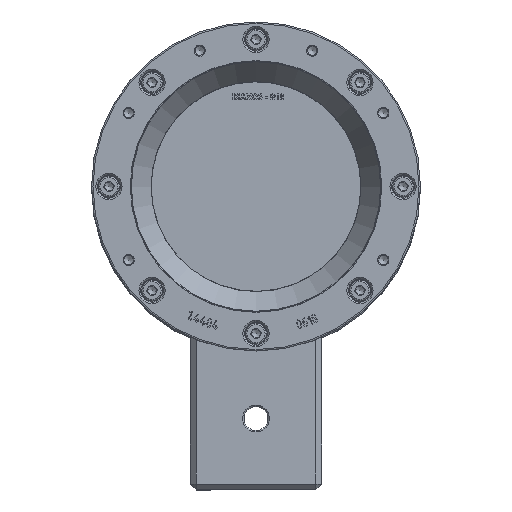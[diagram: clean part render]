
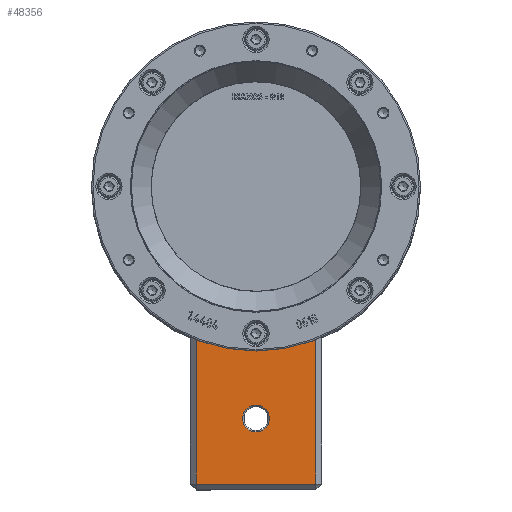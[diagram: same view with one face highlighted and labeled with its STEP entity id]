
A CAD part, top view. The second image highlights one B-rep face of the part: STEP entity #48356.
In plain terms, the highlighted face is planar.
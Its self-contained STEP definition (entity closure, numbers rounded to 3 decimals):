
#5839=LINE('',#73854,#9161);
#5840=LINE('',#73858,#9162);
#5841=LINE('',#73859,#9163);
#9161=VECTOR('',#57602,10.);
#9162=VECTOR('',#57605,10.);
#9163=VECTOR('',#57606,10.);
#12331=FACE_BOUND('',#17135,.T.);
#12656=PLANE('',#52370);
#14195=FACE_OUTER_BOUND('',#17134,.T.);
#17134=EDGE_LOOP('',(#36103,#36104,#36105,#36106));
#17135=EDGE_LOOP('',(#36107));
#20086=CIRCLE('',#52365,4.6);
#20090=CIRCLE('',#52371,55.5);
#21966=VERTEX_POINT('',#73840);
#21970=VERTEX_POINT('',#73852);
#21971=VERTEX_POINT('',#73853);
#21972=VERTEX_POINT('',#73855);
#21973=VERTEX_POINT('',#73857);
#27223=EDGE_CURVE('',#21966,#21966,#20086,.T.);
#27229=EDGE_CURVE('',#21970,#21971,#5839,.T.);
#27230=EDGE_CURVE('',#21970,#21972,#20090,.T.);
#27231=EDGE_CURVE('',#21973,#21972,#5840,.T.);
#27232=EDGE_CURVE('',#21971,#21973,#5841,.T.);
#36103=ORIENTED_EDGE('',*,*,#27229,.F.);
#36104=ORIENTED_EDGE('',*,*,#27230,.T.);
#36105=ORIENTED_EDGE('',*,*,#27231,.F.);
#36106=ORIENTED_EDGE('',*,*,#27232,.F.);
#36107=ORIENTED_EDGE('',*,*,#27223,.F.);
#48356=ADVANCED_FACE('',(#14195,#12331),#12656,.F.);
#52365=AXIS2_PLACEMENT_3D('',#73841,#57588,#57589);
#52370=AXIS2_PLACEMENT_3D('',#73851,#57600,#57601);
#52371=AXIS2_PLACEMENT_3D('',#73856,#57603,#57604);
#57588=DIRECTION('center_axis',(0.,0.,-1.));
#57589=DIRECTION('ref_axis',(1.,0.,0.));
#57600=DIRECTION('center_axis',(0.,0.,1.));
#57601=DIRECTION('ref_axis',(1.,0.,0.));
#57602=DIRECTION('',(0.,-1.,0.));
#57603=DIRECTION('center_axis',(0.,0.,1.));
#57604=DIRECTION('ref_axis',(-1.,0.,0.));
#57605=DIRECTION('',(0.,1.,0.));
#57606=DIRECTION('',(1.,0.,0.));
#73840=CARTESIAN_POINT('',(-4.6,-79.5,-12.5));
#73841=CARTESIAN_POINT('Origin',(0.,-79.5,-12.5));
#73851=CARTESIAN_POINT('Origin',(0.,-79.424,
-12.5));
#73852=CARTESIAN_POINT('',(-20.5,-51.575,-12.5));
#73853=CARTESIAN_POINT('',(-20.5,-102.,-12.5));
#73854=CARTESIAN_POINT('',(-20.5,-65.079,-12.5));
#73855=CARTESIAN_POINT('',(20.5,-51.575,-12.5));
#73856=CARTESIAN_POINT('Origin',(0.,0.,-12.5));
#73857=CARTESIAN_POINT('',(20.5,-102.,-12.5));
#73858=CARTESIAN_POINT('',(20.5,-91.712,-12.5));
#73859=CARTESIAN_POINT('',(-11.25,-102.,-12.5));
